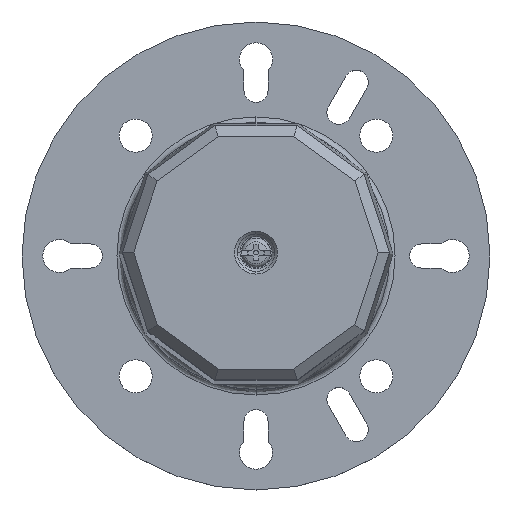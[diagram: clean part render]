
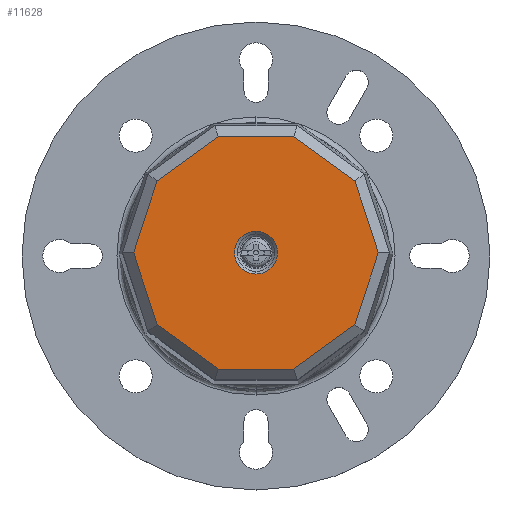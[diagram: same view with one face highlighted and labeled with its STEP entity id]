
A CAD part, top view. The second image highlights one B-rep face of the part: STEP entity #11628.
In plain terms, the highlighted planar face has unit normal (0, 0, 1).
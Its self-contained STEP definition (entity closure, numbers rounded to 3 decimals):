
#303 = CARTESIAN_POINT ( 'NONE',  ( 7.067, 21.75, 350. ) ) ;
#599 = DIRECTION ( 'NONE',  ( 0.309, -0.951, 0. ) ) ;
#870 = CARTESIAN_POINT ( 'NONE',  ( 18.502, 13.442, 350. ) ) ;
#905 = VERTEX_POINT ( 'NONE', #16636 ) ;
#954 = CARTESIAN_POINT ( 'NONE',  ( -18.502, -13.442, 350. ) ) ;
#988 = DIRECTION ( 'NONE',  ( 0., 0., 1. ) ) ;
#990 = EDGE_CURVE ( 'NONE', #13016, #7844, #12168, .T. ) ;
#1876 = DIRECTION ( 'NONE',  ( 0., -1., 0. ) ) ;
#2032 = LINE ( 'NONE', #13886, #13916 ) ;
#2044 = EDGE_CURVE ( 'NONE', #3650, #12746, #6914, .T. ) ;
#2163 = CARTESIAN_POINT ( 'NONE',  ( 7.067, -21.75, 350. ) ) ;
#2794 = CARTESIAN_POINT ( 'NONE',  ( 7.067, 21.75, 350. ) ) ;
#2803 = CARTESIAN_POINT ( 'NONE',  ( -18.502, 13.442, 350. ) ) ;
#2872 = VERTEX_POINT ( 'NONE', #2163 ) ;
#3077 = LINE ( 'NONE', #9167, #5498 ) ;
#3523 = DIRECTION ( 'NONE',  ( 0., -1., 0. ) ) ;
#3586 = VERTEX_POINT ( 'NONE', #3903 ) ;
#3650 = VERTEX_POINT ( 'NONE', #11884 ) ;
#3898 = EDGE_CURVE ( 'NONE', #14415, #18134, #11547, .T. ) ;
#3903 = CARTESIAN_POINT ( 'NONE',  ( 0., -4., 350. ) ) ;
#3974 = DIRECTION ( 'NONE',  ( 1., 0., 0. ) ) ;
#5003 = EDGE_CURVE ( 'NONE', #2872, #3650, #16510, .T. ) ;
#5026 = DIRECTION ( 'NONE',  ( 0., 0., 1. ) ) ;
#5081 = VECTOR ( 'NONE', #5702, 1000. ) ;
#5184 = CIRCLE ( 'NONE', #6775, 4. ) ;
#5323 = CARTESIAN_POINT ( 'NONE',  ( -22.869, 0., 350. ) ) ;
#5386 = EDGE_LOOP ( 'NONE', ( #13905, #5540, #10024, #11431, #7940, #6842, #5817, #10163, #9009, #7189 ) ) ;
#5498 = VECTOR ( 'NONE', #599, 1000. ) ;
#5540 = ORIENTED_EDGE ( 'NONE', *, *, #5003, .F. ) ;
#5702 = DIRECTION ( 'NONE',  ( 0.809, 0.588, 0. ) ) ;
#5741 = DIRECTION ( 'NONE',  ( 0.309, 0.951, 0. ) ) ;
#5817 = ORIENTED_EDGE ( 'NONE', *, *, #18940, .F. ) ;
#5862 = AXIS2_PLACEMENT_3D ( 'NONE', #13730, #13837, #1876 ) ;
#5988 = EDGE_CURVE ( 'NONE', #7844, #2872, #2032, .T. ) ;
#5995 = CARTESIAN_POINT ( 'NONE',  ( -18.502, 13.442, 350. ) ) ;
#6040 = CARTESIAN_POINT ( 'NONE',  ( -7.067, 21.75, 350. ) ) ;
#6706 = CARTESIAN_POINT ( 'NONE',  ( -25.156, -23.925, 350. ) ) ;
#6775 = AXIS2_PLACEMENT_3D ( 'NONE', #18278, #5026, #3523 ) ;
#6842 = ORIENTED_EDGE ( 'NONE', *, *, #11865, .F. ) ;
#6914 = LINE ( 'NONE', #11224, #19336 ) ;
#7065 = VECTOR ( 'NONE', #12129, 1000. ) ;
#7105 = EDGE_CURVE ( 'NONE', #12746, #14415, #10213, .T. ) ;
#7166 = ORIENTED_EDGE ( 'NONE', *, *, #12489, .F. ) ;
#7189 = ORIENTED_EDGE ( 'NONE', *, *, #7105, .F. ) ;
#7536 = CARTESIAN_POINT ( 'NONE',  ( 22.869, 0., 350. ) ) ;
#7819 = DIRECTION ( 'NONE',  ( -0.809, -0.588, 0. ) ) ;
#7844 = VERTEX_POINT ( 'NONE', #13765 ) ;
#7940 = ORIENTED_EDGE ( 'NONE', *, *, #8385, .F. ) ;
#8115 = FACE_OUTER_BOUND ( 'NONE', #5386, .T. ) ;
#8212 = PLANE ( 'NONE',  #17945 ) ;
#8385 = EDGE_CURVE ( 'NONE', #10873, #13016, #3077, .T. ) ;
#8785 = LINE ( 'NONE', #2794, #15402 ) ;
#8842 = EDGE_LOOP ( 'NONE', ( #11033, #7166 ) ) ;
#8881 = DIRECTION ( 'NONE',  ( 0.809, -0.588, 0. ) ) ;
#8914 = VECTOR ( 'NONE', #5741, 1000. ) ;
#9009 = ORIENTED_EDGE ( 'NONE', *, *, #3898, .F. ) ;
#9167 = CARTESIAN_POINT ( 'NONE',  ( 18.502, 13.442, 350. ) ) ;
#9477 = VECTOR ( 'NONE', #9940, 1000. ) ;
#9940 = DIRECTION ( 'NONE',  ( -0.309, 0.951, 0. ) ) ;
#10024 = ORIENTED_EDGE ( 'NONE', *, *, #5988, .F. ) ;
#10163 = ORIENTED_EDGE ( 'NONE', *, *, #16654, .F. ) ;
#10177 = VECTOR ( 'NONE', #18138, 1000. ) ;
#10195 = LINE ( 'NONE', #2803, #5081 ) ;
#10213 = LINE ( 'NONE', #954, #9477 ) ;
#10546 = CARTESIAN_POINT ( 'NONE',  ( 7.067, -21.75, 350. ) ) ;
#10873 = VERTEX_POINT ( 'NONE', #870 ) ;
#11033 = ORIENTED_EDGE ( 'NONE', *, *, #17872, .F. ) ;
#11224 = CARTESIAN_POINT ( 'NONE',  ( -7.067, -21.75, 350. ) ) ;
#11431 = ORIENTED_EDGE ( 'NONE', *, *, #990, .F. ) ;
#11547 = LINE ( 'NONE', #12943, #8914 ) ;
#11628 = ADVANCED_FACE ( 'NONE', ( #17362, #8115 ), #8212, .T. ) ;
#11747 = CARTESIAN_POINT ( 'NONE',  ( -18.502, -13.442, 350. ) ) ;
#11865 = EDGE_CURVE ( 'NONE', #13404, #10873, #8785, .T. ) ;
#11884 = CARTESIAN_POINT ( 'NONE',  ( -7.067, -21.75, 350. ) ) ;
#12069 = VERTEX_POINT ( 'NONE', #17436 ) ;
#12129 = DIRECTION ( 'NONE',  ( 1., 0., 0. ) ) ;
#12168 = LINE ( 'NONE', #15540, #10177 ) ;
#12247 = DIRECTION ( 'NONE',  ( -1., 0., 0. ) ) ;
#12489 = EDGE_CURVE ( 'NONE', #3586, #12069, #16677, .T. ) ;
#12746 = VERTEX_POINT ( 'NONE', #11747 ) ;
#12943 = CARTESIAN_POINT ( 'NONE',  ( -22.869, 0., 350. ) ) ;
#13005 = DIRECTION ( 'NONE',  ( -0.809, 0.588, 0. ) ) ;
#13016 = VERTEX_POINT ( 'NONE', #7536 ) ;
#13404 = VERTEX_POINT ( 'NONE', #303 ) ;
#13730 = CARTESIAN_POINT ( 'NONE',  ( 0., 0., 350. ) ) ;
#13765 = CARTESIAN_POINT ( 'NONE',  ( 18.502, -13.442, 350. ) ) ;
#13837 = DIRECTION ( 'NONE',  ( 0., 0., 1. ) ) ;
#13886 = CARTESIAN_POINT ( 'NONE',  ( 18.502, -13.442, 350. ) ) ;
#13905 = ORIENTED_EDGE ( 'NONE', *, *, #2044, .F. ) ;
#13916 = VECTOR ( 'NONE', #7819, 1000. ) ;
#14415 = VERTEX_POINT ( 'NONE', #5323 ) ;
#15402 = VECTOR ( 'NONE', #8881, 1000. ) ;
#15540 = CARTESIAN_POINT ( 'NONE',  ( 22.869, 0., 350. ) ) ;
#16510 = LINE ( 'NONE', #10546, #16538 ) ;
#16538 = VECTOR ( 'NONE', #12247, 1000. ) ;
#16636 = CARTESIAN_POINT ( 'NONE',  ( -7.067, 21.75, 350. ) ) ;
#16654 = EDGE_CURVE ( 'NONE', #18134, #905, #10195, .T. ) ;
#16677 = CIRCLE ( 'NONE', #5862, 4. ) ;
#17362 = FACE_BOUND ( 'NONE', #8842, .T. ) ;
#17436 = CARTESIAN_POINT ( 'NONE',  ( 0., 4., 350. ) ) ;
#17872 = EDGE_CURVE ( 'NONE', #12069, #3586, #5184, .T. ) ;
#17945 = AXIS2_PLACEMENT_3D ( 'NONE', #6706, #988, #3974 ) ;
#18089 = LINE ( 'NONE', #6040, #7065 ) ;
#18134 = VERTEX_POINT ( 'NONE', #5995 ) ;
#18138 = DIRECTION ( 'NONE',  ( -0.309, -0.951, 0. ) ) ;
#18278 = CARTESIAN_POINT ( 'NONE',  ( 0., 0., 350. ) ) ;
#18940 = EDGE_CURVE ( 'NONE', #905, #13404, #18089, .T. ) ;
#19336 = VECTOR ( 'NONE', #13005, 1000. ) ;
